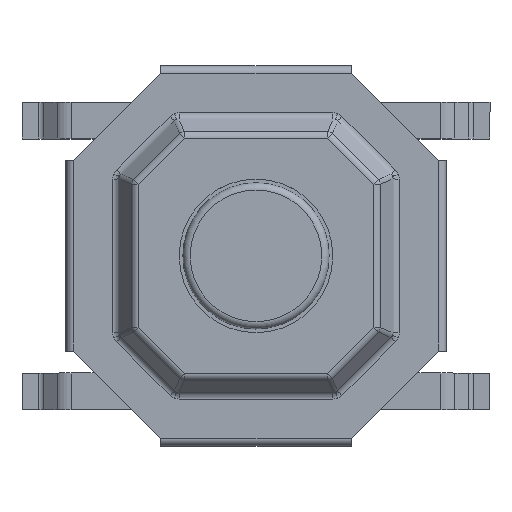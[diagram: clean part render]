
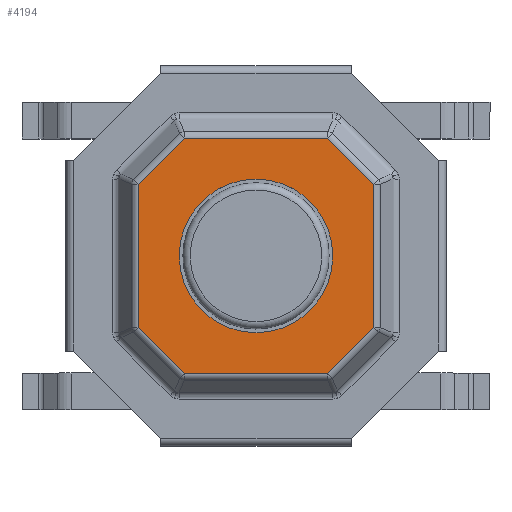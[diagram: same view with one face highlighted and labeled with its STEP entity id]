
A CAD part, top view. The second image highlights one B-rep face of the part: STEP entity #4194.
In plain terms, the highlighted planar face has unit normal (0, 0, 1).
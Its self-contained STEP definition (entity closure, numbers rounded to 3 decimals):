
#77=FACE_BOUND('',#603,.T.);
#184=CIRCLE('',#4474,1.05);
#343=FACE_OUTER_BOUND('',#602,.T.);
#602=EDGE_LOOP('',(#2862,#2863,#2864,#2865,#2866,#2867,#2868,#2869));
#603=EDGE_LOOP('',(#2870));
#934=LINE('',#6368,#1360);
#935=LINE('',#6370,#1361);
#936=LINE('',#6372,#1362);
#937=LINE('',#6374,#1363);
#938=LINE('',#6376,#1364);
#939=LINE('',#6378,#1365);
#940=LINE('',#6380,#1366);
#941=LINE('',#6381,#1367);
#1360=VECTOR('',#5106,1.);
#1361=VECTOR('',#5107,1.);
#1362=VECTOR('',#5108,1.);
#1363=VECTOR('',#5109,1.);
#1364=VECTOR('',#5110,1.);
#1365=VECTOR('',#5111,1.);
#1366=VECTOR('',#5112,1.);
#1367=VECTOR('',#5113,1.);
#1730=VERTEX_POINT('',#6192);
#1787=VERTEX_POINT('',#6366);
#1788=VERTEX_POINT('',#6367);
#1789=VERTEX_POINT('',#6369);
#1790=VERTEX_POINT('',#6371);
#1791=VERTEX_POINT('',#6373);
#1792=VERTEX_POINT('',#6375);
#1793=VERTEX_POINT('',#6377);
#1794=VERTEX_POINT('',#6379);
#2096=EDGE_CURVE('',#1730,#1730,#184,.T.);
#2185=EDGE_CURVE('',#1787,#1788,#934,.T.);
#2186=EDGE_CURVE('',#1788,#1789,#935,.T.);
#2187=EDGE_CURVE('',#1789,#1790,#936,.T.);
#2188=EDGE_CURVE('',#1790,#1791,#937,.T.);
#2189=EDGE_CURVE('',#1791,#1792,#938,.T.);
#2190=EDGE_CURVE('',#1792,#1793,#939,.T.);
#2191=EDGE_CURVE('',#1793,#1794,#940,.T.);
#2192=EDGE_CURVE('',#1794,#1787,#941,.T.);
#2862=ORIENTED_EDGE('',*,*,#2185,.T.);
#2863=ORIENTED_EDGE('',*,*,#2186,.T.);
#2864=ORIENTED_EDGE('',*,*,#2187,.T.);
#2865=ORIENTED_EDGE('',*,*,#2188,.T.);
#2866=ORIENTED_EDGE('',*,*,#2189,.T.);
#2867=ORIENTED_EDGE('',*,*,#2190,.T.);
#2868=ORIENTED_EDGE('',*,*,#2191,.T.);
#2869=ORIENTED_EDGE('',*,*,#2192,.T.);
#2870=ORIENTED_EDGE('',*,*,#2096,.F.);
#3800=PLANE('',#4517);
#4194=ADVANCED_FACE('',(#343,#77),#3800,.F.);
#4474=AXIS2_PLACEMENT_3D('',#6194,#4946,#4947);
#4517=AXIS2_PLACEMENT_3D('',#6365,#5104,#5105);
#4946=DIRECTION('center_axis',(0.,0.,1.));
#4947=DIRECTION('ref_axis',(1.,0.,0.));
#5104=DIRECTION('center_axis',(0.,0.,-1.));
#5105=DIRECTION('ref_axis',(-1.,0.,0.));
#5106=DIRECTION('',(-1.,0.,0.));
#5107=DIRECTION('',(-0.707,-0.707,0.));
#5108=DIRECTION('',(0.,-1.,0.));
#5109=DIRECTION('',(0.707,-0.707,0.));
#5110=DIRECTION('',(1.,0.,0.));
#5111=DIRECTION('',(0.707,0.707,0.));
#5112=DIRECTION('',(0.,1.,0.));
#5113=DIRECTION('',(-0.707,0.707,0.));
#6192=CARTESIAN_POINT('',(-1.05,0.,1.25));
#6194=CARTESIAN_POINT('Origin',(0.,0.,1.25));
#6365=CARTESIAN_POINT('Origin',(0.,0.,1.25));
#6366=CARTESIAN_POINT('',(0.98,1.611,1.25));
#6367=CARTESIAN_POINT('',(-0.98,1.611,1.25));
#6368=CARTESIAN_POINT('',(0.,1.611,1.25));
#6369=CARTESIAN_POINT('',(-1.611,0.98,1.25));
#6370=CARTESIAN_POINT('',(-1.296,1.296,1.25));
#6371=CARTESIAN_POINT('',(-1.611,-0.98,1.25));
#6372=CARTESIAN_POINT('',(-1.611,0.,1.25));
#6373=CARTESIAN_POINT('',(-0.98,-1.611,1.25));
#6374=CARTESIAN_POINT('',(-1.296,-1.296,1.25));
#6375=CARTESIAN_POINT('',(0.98,-1.611,1.25));
#6376=CARTESIAN_POINT('',(0.,-1.611,1.25));
#6377=CARTESIAN_POINT('',(1.611,-0.98,1.25));
#6378=CARTESIAN_POINT('',(1.296,-1.296,1.25));
#6379=CARTESIAN_POINT('',(1.611,0.98,1.25));
#6380=CARTESIAN_POINT('',(1.611,0.,1.25));
#6381=CARTESIAN_POINT('',(1.296,1.296,1.25));
